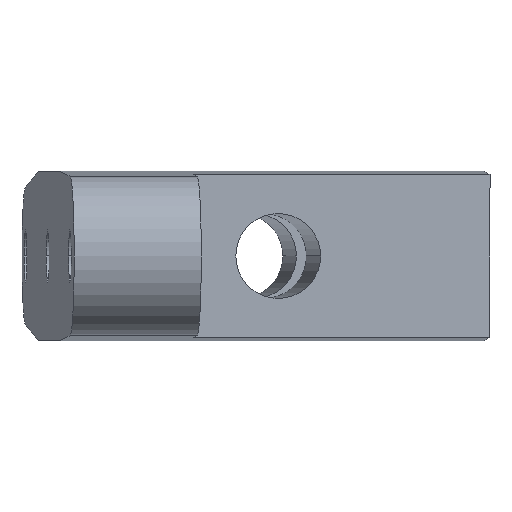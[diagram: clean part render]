
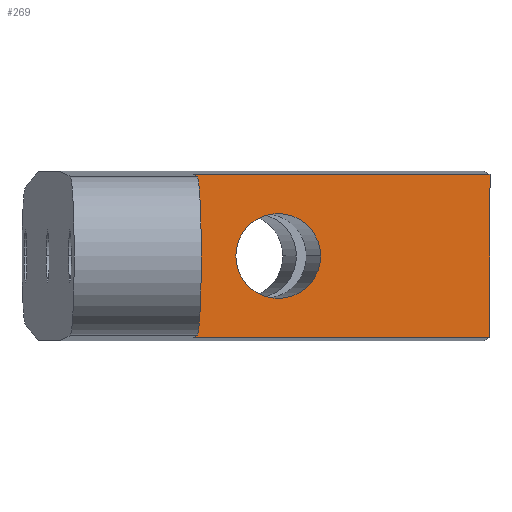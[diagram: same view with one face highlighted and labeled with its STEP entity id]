
A CAD part, left-side view. The second image highlights one B-rep face of the part: STEP entity #269.
In plain terms, the highlighted planar face has unit normal (-0.999, -0.052, 0).
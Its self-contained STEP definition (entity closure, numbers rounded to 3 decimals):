
#16 = VERTEX_POINT ( 'NONE', #374 ) ;
#17 = EDGE_CURVE ( 'Ar�te8', #16, #55, #373, .T. ) ;
#55 = VERTEX_POINT ( 'NONE', #441 ) ;
#106 = VERTEX_POINT ( 'NONE', #547 ) ;
#108 = EDGE_CURVE ( 'NONE', #106, #109, #546, .T. ) ;
#109 = VERTEX_POINT ( 'NONE', #542 ) ;
#179 = VERTEX_POINT ( 'NONE', #673 ) ;
#195 = EDGE_CURVE ( 'NONE', #196, #179, #646, .T. ) ;
#196 = VERTEX_POINT ( 'NONE', #642 ) ;
#215 = EDGE_CURVE ( 'NONE', #109, #196, #684, .T. ) ;
#259 = ORIENTED_EDGE ( 'NONE', *, *, #215, .T. ) ;
#260 = ORIENTED_EDGE ( 'NONE', *, *, #195, .T. ) ;
#261 = ORIENTED_EDGE ( 'NONE', *, *, #262, .F. ) ;
#262 = EDGE_CURVE ( 'NONE', #106, #179, #752, .T. ) ;
#269 = ADVANCED_FACE ( 'NONE', ( #798, #797 ), #796, .T. ) ;
#270 = EDGE_LOOP ( 'NONE', ( #282, #274 ) ) ;
#273 = EDGE_CURVE ( 'Ar�te8', #55, #16, #781, .T. ) ;
#274 = ORIENTED_EDGE ( 'NONE', *, *, #17, .F. ) ;
#275 = EDGE_LOOP ( 'NONE', ( #276, #259, #260, #261 ) ) ;
#276 = ORIENTED_EDGE ( 'NONE', *, *, #108, .T. ) ;
#282 = ORIENTED_EDGE ( 'NONE', *, *, #273, .F. ) ;
#369 = DIRECTION ( 'NONE',  ( 0.052, -0.999, 0. ) ) ;
#370 = DIRECTION ( 'NONE',  ( -0.999, -0.052, 0. ) ) ;
#371 = CARTESIAN_POINT ( 'NONE',  ( 11.834, -111.534, 0. ) ) ;
#372 = AXIS2_PLACEMENT_3D ( 'NONE', #371, #370, #369 ) ;
#373 = CIRCLE ( 'NONE', #372, 4. ) ;
#374 = CARTESIAN_POINT ( 'NONE',  ( 11.624, -107.539, 0. ) ) ;
#441 = CARTESIAN_POINT ( 'NONE',  ( 12.043, -115.528, 0. ) ) ;
#542 = CARTESIAN_POINT ( 'NONE',  ( 12.88, -131.506, -7.673 ) ) ;
#543 = DIRECTION ( 'NONE',  ( 0.052, -0.999, 0. ) ) ;
#544 = VECTOR ( 'NONE', #543, 1000. ) ;
#545 = CARTESIAN_POINT ( 'NONE',  ( 10.787, -91.561, -7.673 ) ) ;
#546 = LINE ( 'NONE', #545, #544 ) ;
#547 = CARTESIAN_POINT ( 'NONE',  ( 11.415, -103.544, -7.673 ) ) ;
#642 = CARTESIAN_POINT ( 'NONE',  ( 12.88, -131.506, 7.673 ) ) ;
#643 = DIRECTION ( 'NONE',  ( -0.052, 0.999, 0. ) ) ;
#644 = VECTOR ( 'NONE', #643, 1000. ) ;
#645 = CARTESIAN_POINT ( 'NONE',  ( 10.787, -91.561, 7.673 ) ) ;
#646 = LINE ( 'NONE', #645, #644 ) ;
#673 = CARTESIAN_POINT ( 'NONE',  ( 11.415, -103.544, 7.673 ) ) ;
#681 = DIRECTION ( 'NONE',  ( 0., 0., 1. ) ) ;
#682 = VECTOR ( 'NONE', #681, 1000. ) ;
#683 = CARTESIAN_POINT ( 'NONE',  ( 12.88, -131.506, 0. ) ) ;
#684 = LINE ( 'NONE', #683, #682 ) ;
#746 = DIRECTION ( 'NONE',  ( 0., 0., 1. ) ) ;
#747 = VECTOR ( 'NONE', #746, 1000. ) ;
#748 = CARTESIAN_POINT ( 'NONE',  ( 11.415, -103.544, -8. ) ) ;
#752 = LINE ( 'NONE', #748, #747 ) ;
#778 = DIRECTION ( 'NONE',  ( 0.052, -0.999, 0. ) ) ;
#779 = DIRECTION ( 'NONE',  ( -0.999, -0.052, 0. ) ) ;
#780 = AXIS2_PLACEMENT_3D ( 'NONE', #785, #779, #778 ) ;
#781 = CIRCLE ( 'NONE', #780, 4. ) ;
#785 = CARTESIAN_POINT ( 'NONE',  ( 11.834, -111.534, 0. ) ) ;
#791 = DIRECTION ( 'NONE',  ( 0.052, -0.999, 0. ) ) ;
#792 = DIRECTION ( 'NONE',  ( -0.999, -0.052, 0. ) ) ;
#793 = CARTESIAN_POINT ( 'NONE',  ( 11.415, -103.544, -8. ) ) ;
#795 = AXIS2_PLACEMENT_3D ( 'NONE', #793, #792, #791 ) ;
#796 = PLANE ( 'NONE',  #795 ) ;
#797 = FACE_OUTER_BOUND ( 'NONE', #275, .T. ) ;
#798 = FACE_BOUND ( 'NONE', #270, .T. ) ;
